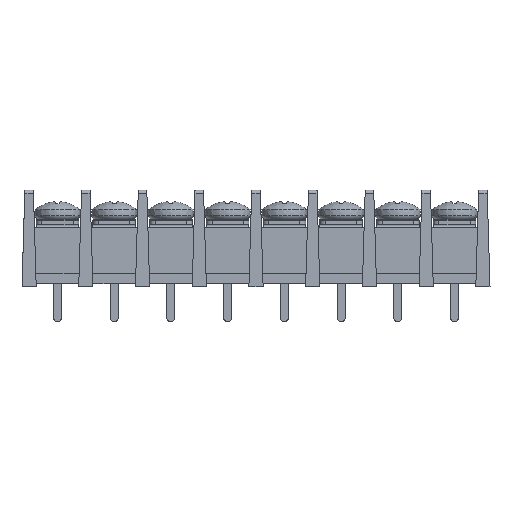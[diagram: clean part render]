
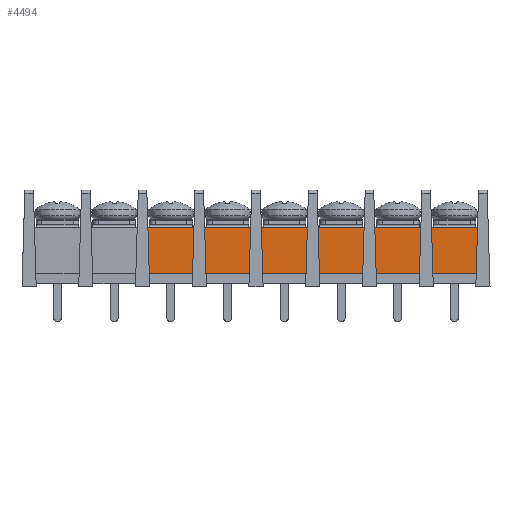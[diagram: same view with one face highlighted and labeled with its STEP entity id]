
A CAD part, front view. The second image highlights one B-rep face of the part: STEP entity #4494.
In plain terms, the highlighted planar face has unit normal (0, -1, 0).
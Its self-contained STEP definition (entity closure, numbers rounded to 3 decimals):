
#565=FACE_OUTER_BOUND('',#823,.T.);
#823=EDGE_LOOP('',(#3295,#3296,#3297,#3298));
#1161=LINE('',#7688,#1587);
#1174=LINE('',#7715,#1600);
#1175=LINE('',#7717,#1601);
#1176=LINE('',#7718,#1602);
#1587=VECTOR('',#5362,10.);
#1600=VECTOR('',#5383,10.);
#1601=VECTOR('',#5384,10.);
#1602=VECTOR('',#5385,10.);
#2004=VERTEX_POINT('',#7684);
#2006=VERTEX_POINT('',#7687);
#2016=VERTEX_POINT('',#7714);
#2017=VERTEX_POINT('',#7716);
#2498=EDGE_CURVE('',#2004,#2006,#1161,.T.);
#2511=EDGE_CURVE('',#2016,#2004,#1174,.T.);
#2512=EDGE_CURVE('',#2016,#2017,#1175,.T.);
#2513=EDGE_CURVE('',#2006,#2017,#1176,.T.);
#3295=ORIENTED_EDGE('',*,*,#2511,.F.);
#3296=ORIENTED_EDGE('',*,*,#2512,.T.);
#3297=ORIENTED_EDGE('',*,*,#2513,.F.);
#3298=ORIENTED_EDGE('',*,*,#2498,.F.);
#4311=PLANE('',#4782);
#4494=ADVANCED_FACE('',(#565),#4311,.T.);
#4782=AXIS2_PLACEMENT_3D('',#7713,#5381,#5382);
#5362=DIRECTION('',(1.,0.,0.));
#5381=DIRECTION('center_axis',(0.,-1.,0.));
#5382=DIRECTION('ref_axis',(0.,0.,-1.));
#5383=DIRECTION('',(-0.029,0.,1.));
#5384=DIRECTION('',(1.,0.,0.));
#5385=DIRECTION('',(0.,0.,-1.));
#7684=CARTESIAN_POINT('',(15.941,-5.65,10.5));
#7687=CARTESIAN_POINT('',(75.,-5.65,10.5));
#7688=CARTESIAN_POINT('',(-5.,-5.65,10.5));
#7713=CARTESIAN_POINT('Origin',(-5.,-5.65,10.5));
#7714=CARTESIAN_POINT('',(16.182,-5.65,2.3));
#7715=CARTESIAN_POINT('',(15.837,-5.65,14.058));
#7716=CARTESIAN_POINT('',(75.,-5.65,2.3));
#7717=CARTESIAN_POINT('',(-5.,-5.65,2.3));
#7718=CARTESIAN_POINT('',(75.,-5.65,2.3));
